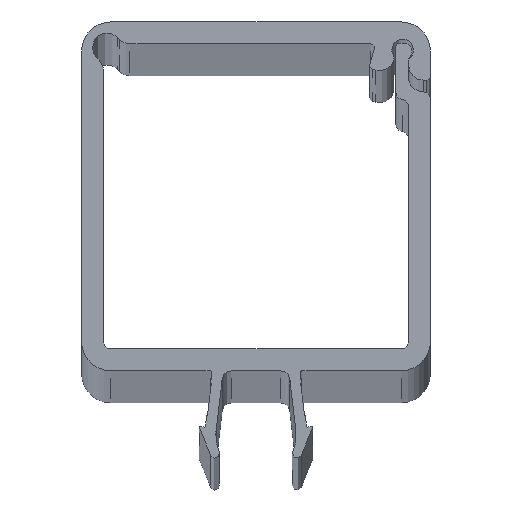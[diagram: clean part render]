
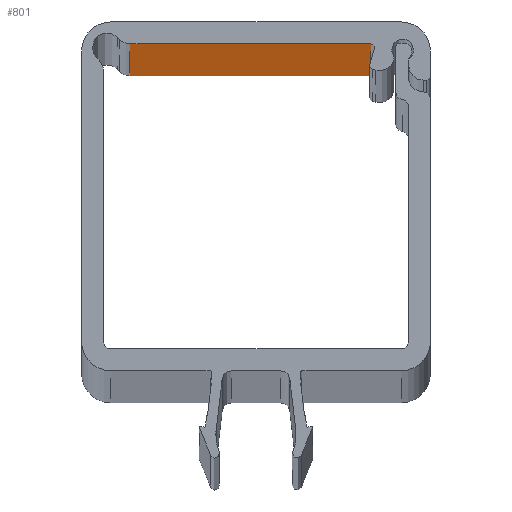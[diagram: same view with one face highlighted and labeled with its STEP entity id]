
A CAD part, top view. The second image highlights one B-rep face of the part: STEP entity #801.
In plain terms, the highlighted planar face has unit normal (0, -1, 0).
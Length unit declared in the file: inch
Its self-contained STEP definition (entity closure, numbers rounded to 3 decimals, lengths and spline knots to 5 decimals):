
#67 = DIRECTION ( 'NONE',  ( 0., 1., 0. ) ) ;
#203 = DIRECTION ( 'NONE',  ( 0., 0., -1. ) ) ;
#269 = VERTEX_POINT ( 'NONE', #1434 ) ;
#345 = VERTEX_POINT ( 'NONE', #987 ) ;
#426 = VERTEX_POINT ( 'NONE', #2680 ) ;
#440 = CARTESIAN_POINT ( 'NONE',  ( -0.53959, 0.72299, 78.74016 ) ) ;
#446 = VECTOR ( 'NONE', #203, 39.37008 ) ;
#701 = AXIS2_PLACEMENT_3D ( 'NONE', #1501, #67, #1028 ) ;
#738 = DIRECTION ( 'NONE',  ( 1., 0., 0. ) ) ;
#748 = LINE ( 'NONE', #2705, #1372 ) ;
#801 = ADVANCED_FACE ( 'NONE', ( #2487 ), #2702, .F. ) ;
#874 = ORIENTED_EDGE ( 'NONE', *, *, #1647, .F. ) ;
#964 = VECTOR ( 'NONE', #3007, 39.37008 ) ;
#987 = CARTESIAN_POINT ( 'NONE',  ( 0.49588, 0.72299, 78.74016 ) ) ;
#993 = ORIENTED_EDGE ( 'NONE', *, *, #2241, .T. ) ;
#1017 = EDGE_CURVE ( 'NONE', #426, #269, #1450, .T. ) ;
#1028 = DIRECTION ( 'NONE',  ( 1., 0., 0. ) ) ;
#1176 = VECTOR ( 'NONE', #738, 39.37008 ) ;
#1212 = DIRECTION ( 'NONE',  ( 0., 0., -1. ) ) ;
#1372 = VECTOR ( 'NONE', #1212, 39.37008 ) ;
#1419 = VERTEX_POINT ( 'NONE', #2300 ) ;
#1434 = CARTESIAN_POINT ( 'NONE',  ( -0.53959, 0.72299, 0. ) ) ;
#1450 = LINE ( 'NONE', #440, #446 ) ;
#1501 = CARTESIAN_POINT ( 'NONE',  ( -0.53959, 0.72299, 78.74016 ) ) ;
#1647 = EDGE_CURVE ( 'NONE', #345, #1419, #748, .T. ) ;
#1935 = LINE ( 'NONE', #2900, #1176 ) ;
#2000 = ORIENTED_EDGE ( 'NONE', *, *, #1017, .T. ) ;
#2028 = LINE ( 'NONE', #2277, #964 ) ;
#2241 = EDGE_CURVE ( 'NONE', #269, #1419, #2028, .T. ) ;
#2277 = CARTESIAN_POINT ( 'NONE',  ( -0.53959, 0.72299, 0. ) ) ;
#2300 = CARTESIAN_POINT ( 'NONE',  ( 0.49588, 0.72299, 0. ) ) ;
#2487 = FACE_OUTER_BOUND ( 'NONE', #2725, .T. ) ;
#2680 = CARTESIAN_POINT ( 'NONE',  ( -0.53959, 0.72299, 78.74016 ) ) ;
#2682 = ORIENTED_EDGE ( 'NONE', *, *, #2889, .F. ) ;
#2702 = PLANE ( 'NONE',  #701 ) ;
#2705 = CARTESIAN_POINT ( 'NONE',  ( 0.49588, 0.72299, 78.74016 ) ) ;
#2725 = EDGE_LOOP ( 'NONE', ( #993, #874, #2682, #2000 ) ) ;
#2889 = EDGE_CURVE ( 'NONE', #426, #345, #1935, .T. ) ;
#2900 = CARTESIAN_POINT ( 'NONE',  ( -0.53959, 0.72299, 78.74016 ) ) ;
#3007 = DIRECTION ( 'NONE',  ( 1., 0., 0. ) ) ;
